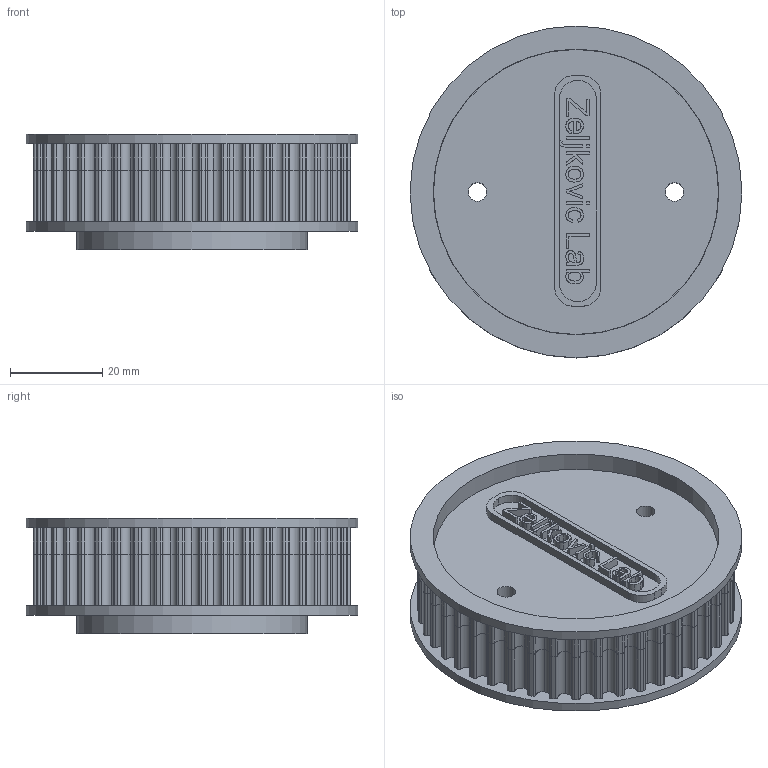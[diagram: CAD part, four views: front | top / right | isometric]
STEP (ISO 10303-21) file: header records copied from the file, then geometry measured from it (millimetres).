
FILE_DESCRIPTION(/* description */ (''),/* implementation_level */ '2;1');
FILE_NAME(/* name */ 'Zpulley_assembly v4.step',/* time_stamp */ '2021-07-27T21:47:44-04:00',/* author */ (''),/* organization */ (''),/* preprocessor_version */ 'ST-DEVELOPER v18.1',/* originating_system */ 'Autodesk Translation Framework v10.9.0.1377',/* authorisation */ '');
FILE_SCHEMA (('AUTOMOTIVE_DESIGN { 1 0 10303 214 3 1 1 }'));
Length unit declared in the file: millimetre
Products named in the file (3): Zpulley_assembly; nema_pulley_44 v1; Logo
Assembly tree (2 placements, depth 2):
  Zpulley_assembly
    nema_pulley_44 v1
    Logo
Bounding box: 72 x 72 x 25 mm (x, y, z)
Volume: 68892.2 mm3; surface area: 37658.3 mm2
Topology: 20 solids, 20 shells, 695 faces, 1953 edges, 1302 vertices
Faces by surface type: cylinder 466, plane 120, bspline 109
Full cylindrical faces by diameter (mm): 4 x8, 9 x1, 20 x1, 50 x1, 61.855 x2, 62 x2, 63.706 x1, 72 x2
Entity records: 23319 total; most frequent: CARTESIAN_POINT 5045, ORIENTED_EDGE 3906, DIRECTION 3849, EDGE_CURVE 1953, AXIS2_PLACEMENT_3D 1523, VERTEX_POINT 1302, CIRCLE 932, LINE 803
